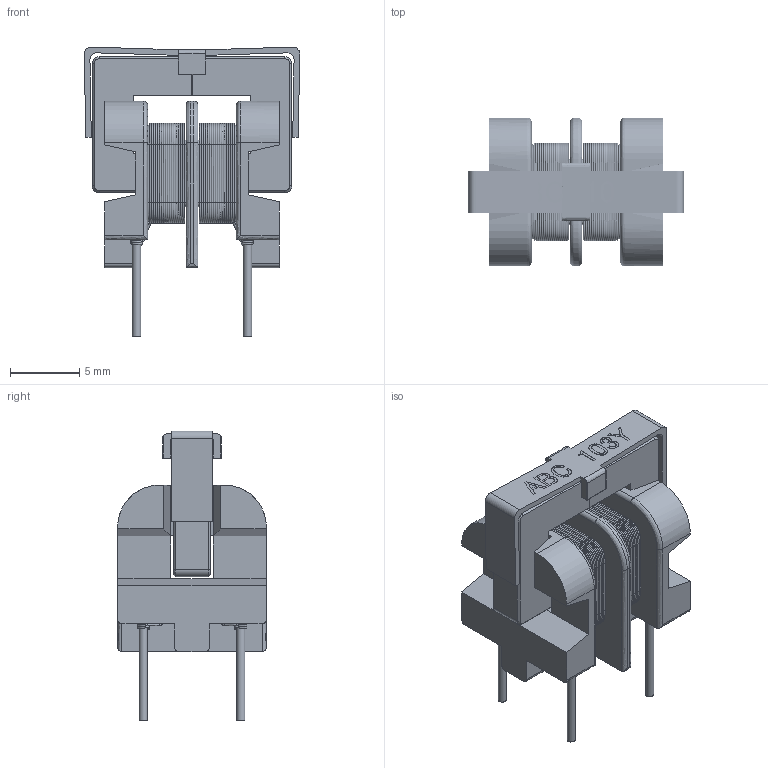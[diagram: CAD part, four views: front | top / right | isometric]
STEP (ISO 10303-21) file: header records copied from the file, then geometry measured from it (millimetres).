
FILE_DESCRIPTION( ('This file contains a STEP AP42 implementation' ,'as created by ZW3D STEP Interface translator.') ,'2;1' );
FILE_NAME( 'UF09V2-L.stp' ,'14 925.134851', (''), ('ZWCAD Software Co.'), 'Version 1.0', 'ZW3D to STEP translator', '' );
FILE_SCHEMA( ('CONFIG_CONTROL_DESIGN') );
Length unit declared in the file: millimetre
Products named in the file (1): 0
Bounding box: 15.53 x 10.7 x 20.9 mm (x, y, z)
Volume: 906.6 mm3; surface area: 2652 mm2
Topology: 15 solids, 365 shells, 953 faces, 2608 edges, 1690 vertices
Faces by surface type: bspline 953
Entity records: 239458 total; most frequent: CARTESIAN_POINT 225421, ORIENTED_EDGE 4520, EDGE_CURVE 2608, VERTEX_POINT 1690, B_SPLINE_CURVE_WITH_KNOTS 1321, EDGE_LOOP 965, FACE_OUTER_BOUND 953, ADVANCED_FACE 953
